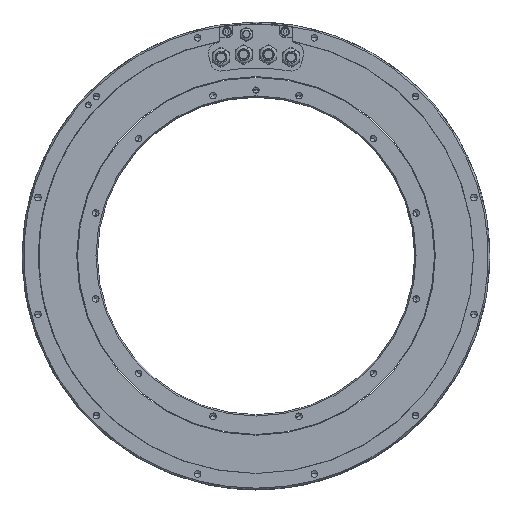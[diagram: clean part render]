
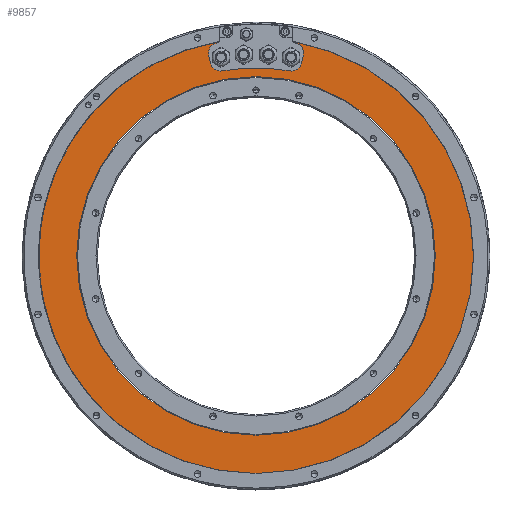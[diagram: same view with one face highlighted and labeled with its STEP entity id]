
A CAD part, top view. The second image highlights one B-rep face of the part: STEP entity #9857.
In plain terms, the highlighted planar face has unit normal (0, 0, 1).
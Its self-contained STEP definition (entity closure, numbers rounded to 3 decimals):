
#2614=CARTESIAN_POINT('',(0.,0.,-0.15));
#2615=DIRECTION('',(0.,0.,1.));
#2616=DIRECTION('',(-1.,0.,0.));
#2617=AXIS2_PLACEMENT_3D('',#2614,#2615,#2616);
#2628=CARTESIAN_POINT('',(0.,0.,-0.15));
#2629=DIRECTION('',(0.,0.,1.));
#2630=DIRECTION('',(1.,0.,0.));
#2631=AXIS2_PLACEMENT_3D('',#2628,#2629,#2630);
#2633=CARTESIAN_POINT('',(0.,0.,-0.15));
#2634=DIRECTION('',(0.,0.,1.));
#2635=DIRECTION('',(0.181,0.983,0.));
#2636=AXIS2_PLACEMENT_3D('',#2633,#2634,#2635);
#2638=CARTESIAN_POINT('',(37.196,201.597,
-0.15));
#2639=DIRECTION('',(0.,0.,-1.));
#2640=DIRECTION('',(0.973,-0.229,0.));
#2641=AXIS2_PLACEMENT_3D('',#2638,#2639,#2640);
#2643=DIRECTION('',(0.229,0.973,0.));
#2644=VECTOR('',#2643,9.01);
#2645=CARTESIAN_POINT('',(46.93,199.305,
-0.15));
#2646=LINE('',#2645,#2644);
#2647=CARTESIAN_POINT('',(39.262,210.368,
-0.15));
#2648=DIRECTION('',(0.,0.,-1.));
#2649=DIRECTION('',(0.232,0.973,0.));
#2650=AXIS2_PLACEMENT_3D('',#2647,#2648,#2649);
#2652=DIRECTION('',(0.,-1.,0.));
#2653=VECTOR('',#2652,2.595);
#2654=CARTESIAN_POINT('',(41.579,220.095,
-0.15));
#2655=LINE('',#2654,#2653);
#2656=CARTESIAN_POINT('',(39.262,210.368,
-0.15));
#2657=DIRECTION('',(0.,0.,-1.));
#2658=DIRECTION('',(0.309,0.951,0.));
#2659=AXIS2_PLACEMENT_3D('',#2656,#2657,#2658);
#2661=DIRECTION('',(-0.229,-0.973,0.));
#2662=VECTOR('',#2661,9.01);
#2663=CARTESIAN_POINT('',(46.562,208.649,
-0.15));
#2664=LINE('',#2663,#2662);
#2665=CARTESIAN_POINT('',(37.196,201.597,
-0.15));
#2666=DIRECTION('',(0.,0.,-1.));
#2667=DIRECTION('',(0.973,-0.229,0.));
#2668=AXIS2_PLACEMENT_3D('',#2665,#2666,#2667);
#2670=CARTESIAN_POINT('',(0.,0.,-0.15));
#2671=DIRECTION('',(0.,0.,-1.));
#2672=DIRECTION('',(-0.181,0.983,0.));
#2673=AXIS2_PLACEMENT_3D('',#2670,#2671,#2672);
#2675=CARTESIAN_POINT('',(-37.196,201.597,
-0.15));
#2676=DIRECTION('',(0.,0.,-1.));
#2677=DIRECTION('',(0.181,-0.983,0.));
#2678=AXIS2_PLACEMENT_3D('',#2675,#2676,#2677);
#2680=DIRECTION('',(-0.229,0.973,0.));
#2681=VECTOR('',#2680,9.01);
#2682=CARTESIAN_POINT('',(-44.497,199.878,
-0.15));
#2683=LINE('',#2682,#2681);
#2684=CARTESIAN_POINT('',(-39.262,210.368,
-0.15));
#2685=DIRECTION('',(0.,0.,-1.));
#2686=DIRECTION('',(-0.973,-0.229,0.));
#2687=AXIS2_PLACEMENT_3D('',#2684,#2685,#2686);
#2689=DIRECTION('',(0.,1.,0.));
#2690=VECTOR('',#2689,2.582);
#2691=CARTESIAN_POINT('',(-41.421,217.55,
-0.15));
#2692=LINE('',#2691,#2690);
#2693=CARTESIAN_POINT('',(-39.262,210.368,
-0.15));
#2694=DIRECTION('',(0.,0.,-1.));
#2695=DIRECTION('',(-0.973,-0.229,0.));
#2696=AXIS2_PLACEMENT_3D('',#2693,#2694,#2695);
#2698=DIRECTION('',(0.229,-0.973,0.));
#2699=VECTOR('',#2698,9.01);
#2700=CARTESIAN_POINT('',(-48.995,208.076,
-0.15));
#2701=LINE('',#2700,#2699);
#2702=CARTESIAN_POINT('',(-37.196,201.597,
-0.15));
#2703=DIRECTION('',(0.,0.,-1.));
#2704=DIRECTION('',(0.181,-0.983,0.));
#2705=AXIS2_PLACEMENT_3D('',#2702,#2703,#2704);
#2712=CARTESIAN_POINT('',(0.,0.,-0.15));
#2713=DIRECTION('',(0.,0.,1.));
#2714=DIRECTION('',(0.,-1.,0.));
#2715=AXIS2_PLACEMENT_3D('',#2712,#2713,#2714);
#3235=CARTESIAN_POINT('',(0.,0.,-0.15));
#3236=DIRECTION('',(0.,0.,1.));
#3237=DIRECTION('',(-0.155,0.988,0.));
#3238=AXIS2_PLACEMENT_3D('',#3235,#3236,#3237);
#5218=CARTESIAN_POINT('',(-185.9,0.,-0.15));
#5219=CARTESIAN_POINT('',(185.9,0.,-0.15));
#5220=VERTEX_POINT('',#5218);
#5221=VERTEX_POINT('',#5219);
#5226=CARTESIAN_POINT('',(-35.038,222.761,-0.15));
#5227=CARTESIAN_POINT('',(0.,-225.5,-0.15));
#5228=VERTEX_POINT('',#5226);
#5229=VERTEX_POINT('',#5227);
#5312=CARTESIAN_POINT('',(35.382,191.763,
-0.15));
#5313=CARTESIAN_POINT('',(-35.382,191.763,
-0.15));
#5314=VERTEX_POINT('',#5312);
#5315=VERTEX_POINT('',#5313);
#5316=CARTESIAN_POINT('',(46.93,199.305,
-0.15));
#5317=CARTESIAN_POINT('',(48.995,208.076,
-0.15));
#5318=VERTEX_POINT('',#5316);
#5319=VERTEX_POINT('',#5317);
#5320=CARTESIAN_POINT('',(-48.995,208.076,
-0.15));
#5321=CARTESIAN_POINT('',(-46.93,199.305,
-0.15));
#5322=VERTEX_POINT('',#5320);
#5323=VERTEX_POINT('',#5321);
#5324=CARTESIAN_POINT('',(-41.421,220.132,
-0.15));
#5325=VERTEX_POINT('',#5324);
#5326=CARTESIAN_POINT('',(41.579,220.095,
-0.15));
#5327=VERTEX_POINT('',#5326);
#5328=CARTESIAN_POINT('',(46.562,208.649,
-0.15));
#5329=CARTESIAN_POINT('',(44.497,199.878,
-0.15));
#5330=VERTEX_POINT('',#5328);
#5331=VERTEX_POINT('',#5329);
#5332=CARTESIAN_POINT('',(35.836,194.222,
-0.15));
#5333=VERTEX_POINT('',#5332);
#5334=CARTESIAN_POINT('',(-35.836,194.222,
-0.15));
#5335=VERTEX_POINT('',#5334);
#5336=CARTESIAN_POINT('',(-44.497,199.878,
-0.15));
#5337=VERTEX_POINT('',#5336);
#5338=CARTESIAN_POINT('',(-46.562,208.649,
-0.15));
#5339=VERTEX_POINT('',#5338);
#5340=CARTESIAN_POINT('',(-41.421,217.55,
-0.15));
#5341=VERTEX_POINT('',#5340);
#5342=CARTESIAN_POINT('',(41.579,217.5,
-0.15));
#5343=VERTEX_POINT('',#5342);
#9808=CARTESIAN_POINT('',(0.,0.,-0.15));
#9809=DIRECTION('',(0.,0.,1.));
#9810=DIRECTION('',(1.,0.,0.));
#9811=AXIS2_PLACEMENT_3D('',#9808,#9809,#9810);
#9812=PLANE('',#9811);
#9814=ORIENTED_EDGE('',*,*,#9813,.F.);
#9816=ORIENTED_EDGE('',*,*,#9815,.F.);
#9817=EDGE_LOOP('',(#9814,#9816));
#9818=FACE_OUTER_BOUND('',#9817,.F.);
#9819=ORIENTED_EDGE('',*,*,#9788,.T.);
#9820=ORIENTED_EDGE('',*,*,#9802,.T.);
#9821=EDGE_LOOP('',(#9819,#9820));
#9822=FACE_BOUND('',#9821,.F.);
#9824=ORIENTED_EDGE('',*,*,#9823,.F.);
#9826=ORIENTED_EDGE('',*,*,#9825,.F.);
#9828=ORIENTED_EDGE('',*,*,#9827,.T.);
#9830=ORIENTED_EDGE('',*,*,#9829,.F.);
#9832=ORIENTED_EDGE('',*,*,#9831,.T.);
#9834=ORIENTED_EDGE('',*,*,#9833,.T.);
#9836=ORIENTED_EDGE('',*,*,#9835,.T.);
#9838=ORIENTED_EDGE('',*,*,#9837,.T.);
#9840=ORIENTED_EDGE('',*,*,#9839,.F.);
#9842=ORIENTED_EDGE('',*,*,#9841,.T.);
#9844=ORIENTED_EDGE('',*,*,#9843,.T.);
#9846=ORIENTED_EDGE('',*,*,#9845,.T.);
#9848=ORIENTED_EDGE('',*,*,#9847,.T.);
#9850=ORIENTED_EDGE('',*,*,#9849,.F.);
#9852=ORIENTED_EDGE('',*,*,#9851,.T.);
#9854=ORIENTED_EDGE('',*,*,#9853,.F.);
#9855=EDGE_LOOP('',(#9824,#9826,#9828,#9830,#9832,#9834,#9836,#9838,#9840,#9842,
#9844,#9846,#9848,#9850,#9852,#9854));
#9856=FACE_BOUND('',#9855,.F.);
#2618=CIRCLE('',#2617,185.9);
#2632=CIRCLE('',#2631,185.9);
#2637=CIRCLE('',#2636,195.);
#2642=CIRCLE('',#2641,10.);
#2651=CIRCLE('',#2650,10.);
#2660=CIRCLE('',#2659,7.5);
#2669=CIRCLE('',#2668,7.5);
#2674=CIRCLE('',#2673,197.5);
#2679=CIRCLE('',#2678,7.5);
#2688=CIRCLE('',#2687,7.5);
#2697=CIRCLE('',#2696,10.);
#2706=CIRCLE('',#2705,10.);
#2716=CIRCLE('',#2715,225.5);
#3239=CIRCLE('',#3238,225.5);
#9788=EDGE_CURVE('',#5220,#5221,#2618,.T.);
#9802=EDGE_CURVE('',#5221,#5220,#2632,.T.);
#9813=EDGE_CURVE('',#5229,#5228,#2716,.T.);
#9815=EDGE_CURVE('',#5228,#5229,#3239,.T.);
#9823=EDGE_CURVE('',#5314,#5315,#2637,.T.);
#9825=EDGE_CURVE('',#5318,#5314,#2642,.T.);
#9827=EDGE_CURVE('',#5318,#5319,#2646,.T.);
#9829=EDGE_CURVE('',#5327,#5319,#2651,.T.);
#9831=EDGE_CURVE('',#5327,#5343,#2655,.T.);
#9833=EDGE_CURVE('',#5343,#5330,#2660,.T.);
#9835=EDGE_CURVE('',#5330,#5331,#2664,.T.);
#9837=EDGE_CURVE('',#5331,#5333,#2669,.T.);
#9839=EDGE_CURVE('',#5335,#5333,#2674,.T.);
#9841=EDGE_CURVE('',#5335,#5337,#2679,.T.);
#9843=EDGE_CURVE('',#5337,#5339,#2683,.T.);
#9845=EDGE_CURVE('',#5339,#5341,#2688,.T.);
#9847=EDGE_CURVE('',#5341,#5325,#2692,.T.);
#9849=EDGE_CURVE('',#5322,#5325,#2697,.T.);
#9851=EDGE_CURVE('',#5322,#5323,#2701,.T.);
#9853=EDGE_CURVE('',#5315,#5323,#2706,.T.);
#9857=ADVANCED_FACE('',(#9818,#9822,#9856),#9812,.T.);
